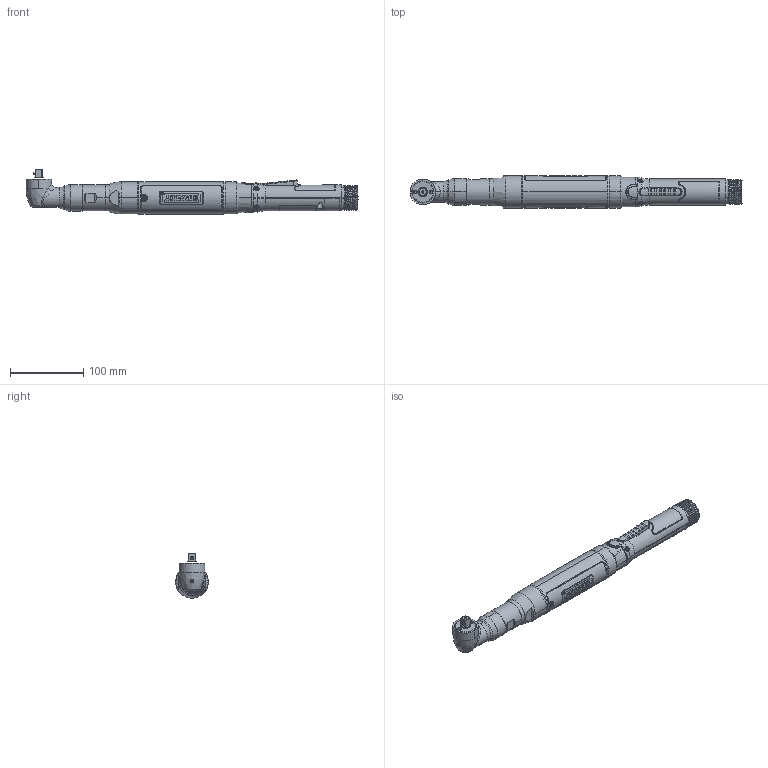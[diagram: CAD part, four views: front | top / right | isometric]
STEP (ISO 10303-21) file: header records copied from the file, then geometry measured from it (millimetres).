
FILE_DESCRIPTION((''),'2;1');
FILE_NAME('EB33LA18-35','2012-02-07T',('MAM0508'),(''),'PRO/ENGINEER BY PARAMETRIC TECHNOLOGY CORPORATION, 2010430','PRO/ENGINEER BY PARAMETRIC TECHNOLOGY CORPORATION, 2010430','');
FILE_SCHEMA(('CONFIG_CONTROL_DESIGN'));
Length unit declared in the file: inch
Products named in the file (1): EB33LA18-35
Bounding box: 453.99 x 45.57 x 60.6 mm (x, y, z)
Surface area: 98546.9 mm2 (no closed solid volume)
Topology: 0 solids, 145 shells, 588 faces, 3113 edges, 2599 vertices
Faces by surface type: cylinder 201, bspline 155, plane 106, cone 68, torus 38, extrusion 18, sphere 2
Entity records: 47825 total; most frequent: CARTESIAN_POINT 27057, ORIENTED_EDGE 3915, DIRECTION 3305, EDGE_CURVE 3107, VERTEX_POINT 2599, B_SPLINE_CURVE_WITH_KNOTS 1388, AXIS2_PLACEMENT_3D 1135, VECTOR 1035
